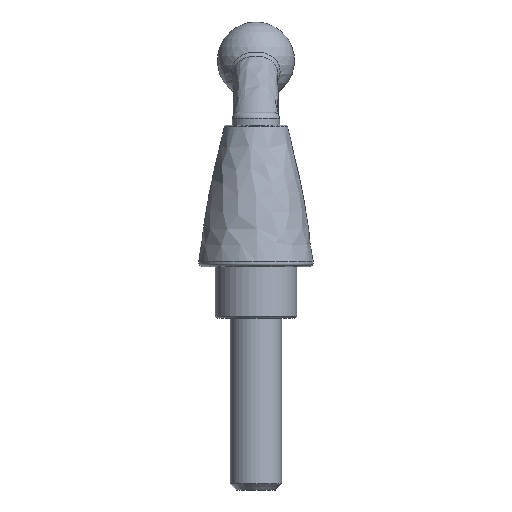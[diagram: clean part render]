
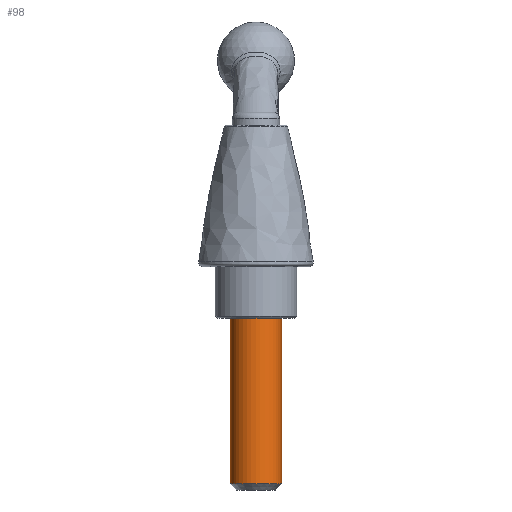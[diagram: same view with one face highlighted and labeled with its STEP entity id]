
A CAD part, left-side view. The second image highlights one B-rep face of the part: STEP entity #98.
In plain terms, the highlighted cylindrical face has radius 6 mm (diameter 12 mm), a full revolution.
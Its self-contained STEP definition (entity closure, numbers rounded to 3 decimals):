
#98 = ADVANCED_FACE( '', ( #207, #208 ), #209, .T. );
#207 = FACE_OUTER_BOUND( '', #4328, .T. );
#208 = FACE_OUTER_BOUND( '', #4329, .T. );
#209 = CYLINDRICAL_SURFACE( '', #4330, 6. );
#4328 = EDGE_LOOP( '', ( #5240 ) );
#4329 = EDGE_LOOP( '', ( #5241 ) );
#4330 = AXIS2_PLACEMENT_3D( '', #5242, #5243, #5244 );
#5240 = ORIENTED_EDGE( '', *, *, #5302, .T. );
#5241 = ORIENTED_EDGE( '', *, *, #5291, .T. );
#5242 = CARTESIAN_POINT( '', ( 0., 0., -52. ) );
#5243 = DIRECTION( '', ( 0., 0., -1. ) );
#5244 = DIRECTION( '', ( 0., -1., 0. ) );
#5291 = EDGE_CURVE( '', #5372, #5372, #5373, .F. );
#5302 = EDGE_CURVE( '', #5385, #5385, #5386, .F. );
#5372 = VERTEX_POINT( '', #7585 );
#5373 = CIRCLE( '', #7586, 6. );
#5385 = VERTEX_POINT( '', #7598 );
#5386 = CIRCLE( '', #7599, 6. );
#7585 = CARTESIAN_POINT( '', ( 0., -6., -12. ) );
#7586 = AXIS2_PLACEMENT_3D( '', #7640, #7641, #7642 );
#7598 = CARTESIAN_POINT( '', ( 0., 6., -50.5 ) );
#7599 = AXIS2_PLACEMENT_3D( '', #7652, #7653, #7654 );
#7640 = CARTESIAN_POINT( '', ( 0., 0., -12. ) );
#7641 = DIRECTION( '', ( 0., 0., 1. ) );
#7642 = DIRECTION( '', ( 0., -1., 0. ) );
#7652 = CARTESIAN_POINT( '', ( 0., 0., -50.5 ) );
#7653 = DIRECTION( '', ( 0., 0., -1. ) );
#7654 = DIRECTION( '', ( 0., 1., 0. ) );
